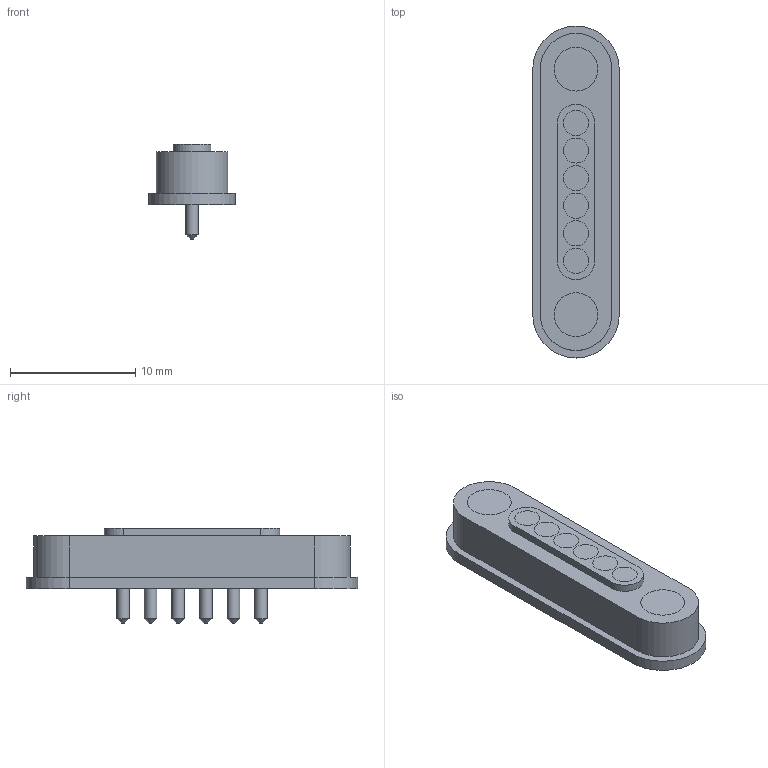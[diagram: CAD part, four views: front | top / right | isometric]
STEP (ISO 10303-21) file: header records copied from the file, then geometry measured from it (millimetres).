
FILE_DESCRIPTION(/* description */ (''),/* implementation_level */ '2;1');
FILE_NAME(/* name */ 'magnetic pogo pin connectors 6 pin.step',/* time_stamp */ '2022-11-11T20:55:35+01:00',/* author */ (''),/* organization */ (''),/* preprocessor_version */ 'ST-DEVELOPER v19.2',/* originating_system */ 'Autodesk Translation Framework v11.17.0.187',/* authorisation */ '');
FILE_SCHEMA (('AUTOMOTIVE_DESIGN { 1 0 10303 214 3 1 1 }'));
Length unit declared in the file: millimetre
Products named in the file (5): magnetic pogo pin connectors 6 pin; plastic container; magnet 1; magnet 2; pogo pins
Assembly tree (4 placements, depth 2):
  magnetic pogo pin connectors 6 pin
    plastic container
    magnet 1
    magnet 2
    pogo pins
Bounding box: 6.9 x 26.5 x 7.6 mm (x, y, z)
Volume: 640.5 mm3; surface area: 1176 mm2
Topology: 9 solids, 9 shells, 78 faces, 132 edges, 86 vertices
Faces by surface type: plane 38, cylinder 34, cone 6
Full cylindrical faces by diameter (mm): 1 x12, 2 x12, 3.5 x4
Entity records: 2062 total; most frequent: DIRECTION 382, CARTESIAN_POINT 306, ORIENTED_EDGE 264, AXIS2_PLACEMENT_3D 162, EDGE_CURVE 132, EDGE_LOOP 108, VERTEX_POINT 86, FACE_OUTER_BOUND 78
